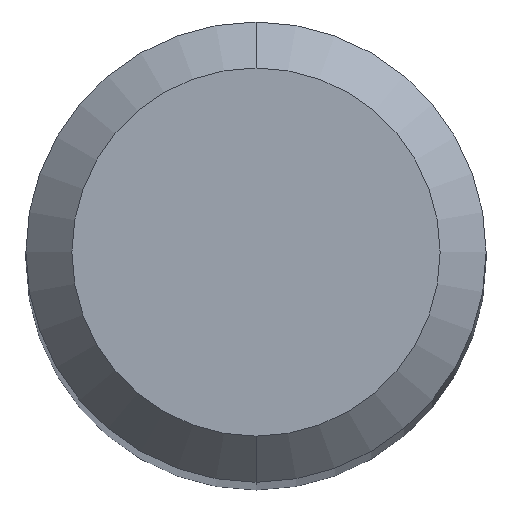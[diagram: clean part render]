
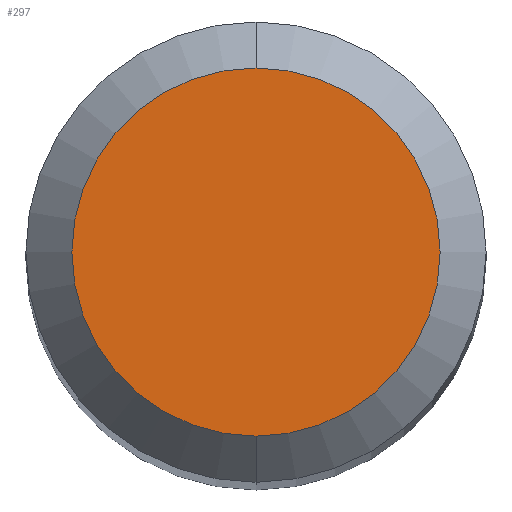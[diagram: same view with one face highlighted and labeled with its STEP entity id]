
A CAD part, top view. The second image highlights one B-rep face of the part: STEP entity #297.
In plain terms, the highlighted planar face has unit normal (0, 0, 1).
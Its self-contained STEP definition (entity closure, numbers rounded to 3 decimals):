
#199=VERTEX_POINT('',#509);
#255=EDGE_CURVE('',#199,#417,#568,.T.);
#297=ADVANCED_FACE('',(#616),#617,.T.);
#417=VERTEX_POINT('',#748);
#431=EDGE_CURVE('',#417,#199,#763,.T.);
#509=CARTESIAN_POINT('',(0.0,1.2,0.0));
#568=CIRCLE('',#980,1.2);
#616=FACE_OUTER_BOUND('',#1079,.T.);
#617=PLANE('',#1080);
#748=CARTESIAN_POINT('',(0.,-1.2,0.0));
#763=CIRCLE('',#1363,1.2);
#980=AXIS2_PLACEMENT_3D('',#1522,#1523,#1524);
#1079=EDGE_LOOP('',(#1585,#1586));
#1080=AXIS2_PLACEMENT_3D('',#1587,#1588,#1589);
#1363=AXIS2_PLACEMENT_3D('',#1752,#1753,#1754);
#1522=CARTESIAN_POINT('',(0.0,0.0,0.0));
#1523=DIRECTION('',(0.0,0.0,-1.0));
#1524=DIRECTION('',(0.0,1.0,0.0));
#1585=ORIENTED_EDGE('',*,*,#255,.F.);
#1586=ORIENTED_EDGE('',*,*,#431,.F.);
#1587=CARTESIAN_POINT('',(0.0,0.6,0.0));
#1588=DIRECTION('',(-0.0,0.0,1.0));
#1589=DIRECTION('',(0.0,-1.0,0.0));
#1752=CARTESIAN_POINT('',(0.0,0.0,0.0));
#1753=DIRECTION('',(0.0,0.0,-1.0));
#1754=DIRECTION('',(0.0,1.0,0.0));
